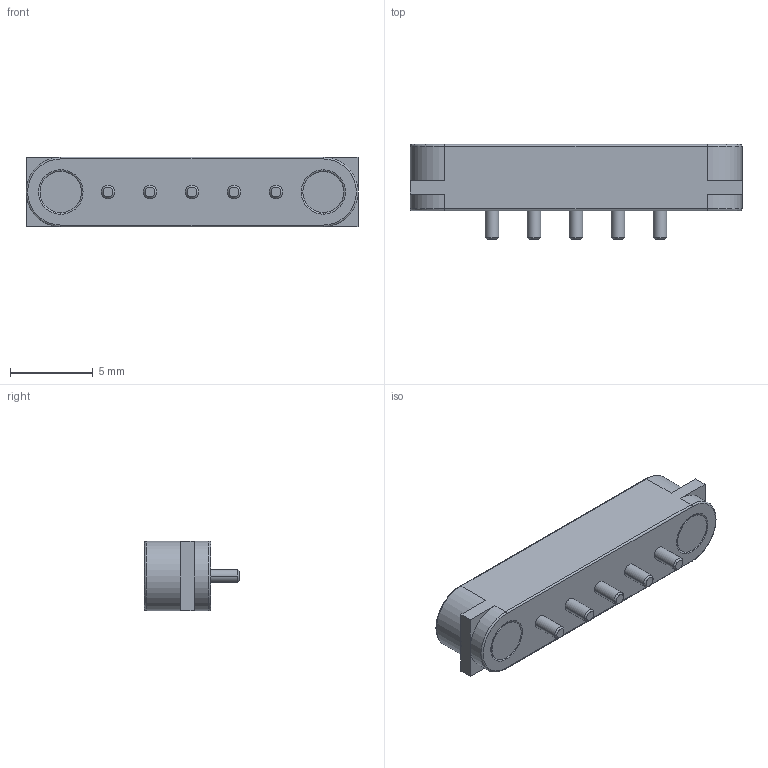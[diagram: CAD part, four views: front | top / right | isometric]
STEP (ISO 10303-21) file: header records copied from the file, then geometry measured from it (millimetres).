
FILE_DESCRIPTION (( 'STEP AP214' ), '1' );
FILE_NAME ('5413.STEP', '2024-02-26T01:03:17', ( '' ), ( '' ), 'SwSTEP 2.0', 'SolidWorks 2021', '' );
FILE_SCHEMA (( 'AUTOMOTIVE_DESIGN' ));
Length unit declared in the file: millimetre
Products named in the file (1): 5413
Bounding box: 20.08 x 5.75 x 4.2 mm (x, y, z)
Volume: 329.3 mm3; surface area: 643.2 mm2
Topology: 8 solids, 8 shells, 116 faces, 240 edges, 150 vertices
Faces by surface type: cylinder 56, plane 38, torus 12, cone 10
Entity records: 3235 total; most frequent: DIRECTION 620, CARTESIAN_POINT 507, ORIENTED_EDGE 480, AXIS2_PLACEMENT_3D 263, EDGE_CURVE 240, VERTEX_POINT 150, CIRCLE 146, EDGE_LOOP 140
